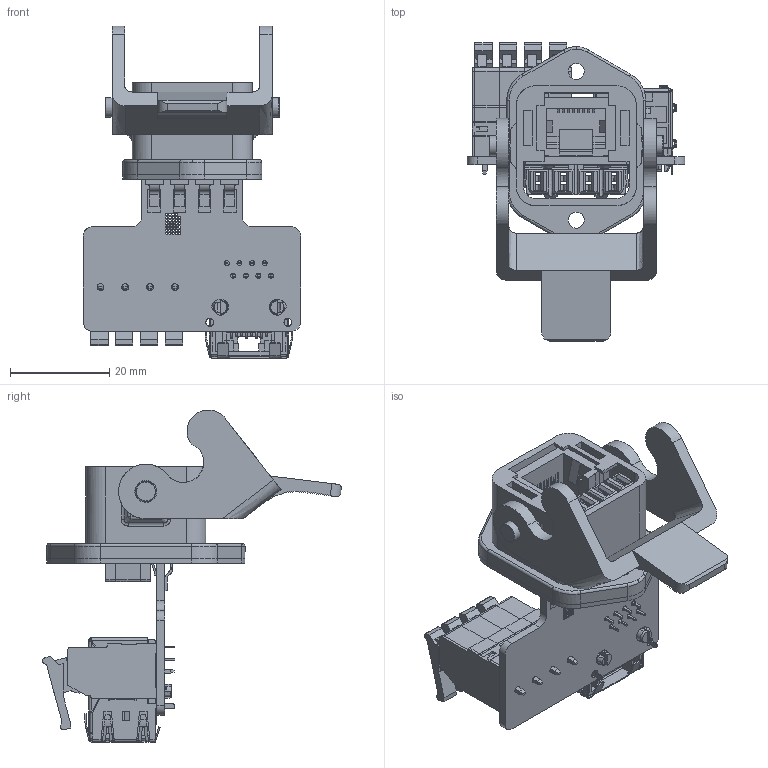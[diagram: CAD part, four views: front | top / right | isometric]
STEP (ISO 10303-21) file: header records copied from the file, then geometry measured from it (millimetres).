
FILE_DESCRIPTION((''),'2;1');
FILE_NAME( '0945_RJI_Hybrid_panel_feed_through_16A_power_cage_clamp.stp','2009-06-11T16:35:32',('User'),('SDRC'),'I-DEAS Master Series','UNIX','Yes');
FILE_SCHEMA(('AUTOMOTIVE_DESIGN { 1 0 10303 214 1 1 1 1 }'));
Length unit declared in the file: millimetre
Products named in the file (1): 0945_RJI_Hybrid_panel_feed_through_16A_power_cage_clamp_RJ45_modular_jack
Bounding box: 43.9 x 60.25 x 66.96 mm (x, y, z)
Volume: 3968.4 mm3; surface area: 28372.6 mm2
Topology: 3 solids, 33 shells, 3424 faces, 9950 edges, 6407 vertices
Faces by surface type: bspline 3424
Entity records: 105027 total; most frequent: CARTESIAN_POINT 46518, ORIENTED_EDGE 19944, EDGE_CURVE 9942, VERTEX_POINT 6407, QUASI_UNIFORM_CURVE 5484, EDGE_LOOP 3722, FACE_OUTER_BOUND 3424, ADVANCED_FACE 3424
